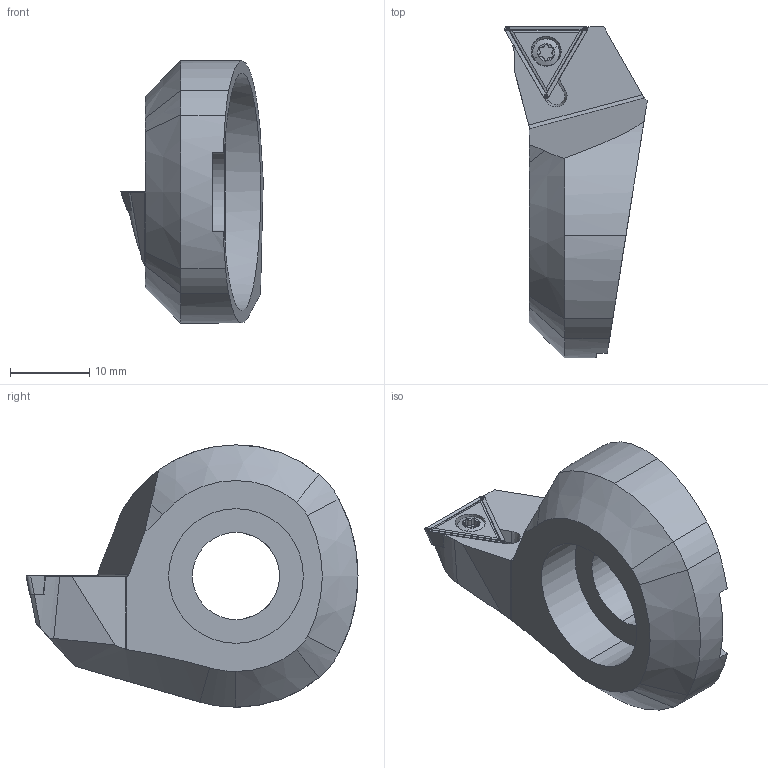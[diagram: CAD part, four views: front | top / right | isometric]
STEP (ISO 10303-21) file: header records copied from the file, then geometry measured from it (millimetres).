
FILE_DESCRIPTION (( 'STEP AP203' ), '1' );
FILE_NAME ('257.550.T11.STEP', '2024-08-23T08:55:34', ( '' ), ( '' ), 'SwSTEP 2.0', 'SolidWorks 2022', '' );
FILE_SCHEMA (( 'CONFIG_CONTROL_DESIGN' ));
Length unit declared in the file: millimetre
Products named in the file (4): F55-WTM.001.013_A_fertigbearbeitet; TPMT110204; WCA-ER2.001.005_A; 257.550.T11
Assembly tree (3 placements, depth 2):
  257.550.T11
    F55-WTM.001.013_A_fertigbearbeitet
    TPMT110204
    WCA-ER2.001.005_A
Bounding box: 17.98 x 41.9 x 33.1 mm (x, y, z)
Volume: 7392.4 mm3; surface area: 3880.5 mm2
Topology: 3 solids, 3 shells, 162 faces, 403 edges, 248 vertices
Faces by surface type: cylinder 55, plane 52, cone 35, torus 17, sphere 2, bspline 1
Entity records: 5408 total; most frequent: CARTESIAN_POINT 1337, ORIENTED_EDGE 806, DIRECTION 736, EDGE_CURVE 403, AXIS2_PLACEMENT_3D 281, VERTEX_POINT 248, LINE 174, VECTOR 174
